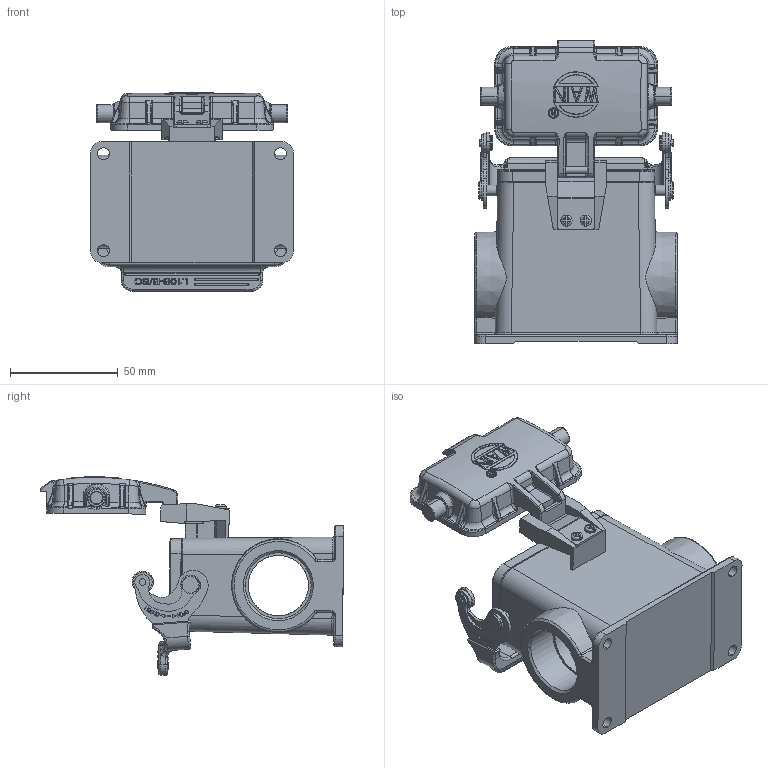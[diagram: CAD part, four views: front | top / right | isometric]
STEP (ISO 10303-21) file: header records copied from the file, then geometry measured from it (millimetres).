
FILE_DESCRIPTION(/* description */ (''),/* implementation_level */ '2;1');
FILE_NAME(/* name */ '3D_1240102615124_HV10B-SFH-1L_SC-MCV-2M32_V1.1.stp',/* time_stamp */ '2023-12-06T16:40:59+08:00',/* author */ (''),/* organization */ (''),/* preprocessor_version */ 'ST-DEVELOPER v18.1',/* originating_system */ 'SIEMENS PLM Software NX 1980',/* authorisation */ '');
FILE_SCHEMA (('AUTOMOTIVE_DESIGN { 1 0 10303 214 3 1 1 1 }'));
Products named in the file (1): 145909B0FC688cd9
Bounding box: 94.02 x 140.53 x 91.97 mm (x, y, z)
Volume: 1335 mm3; surface area: 75715.6 mm2
Topology: 20 solids, 23 shells, 2255 faces, 5985 edges, 3834 vertices
Faces by surface type: cylinder 1004, plane 754, torus 252, bspline 103, cone 70, extrusion 42, sphere 28, revolution 2
Full cylindrical faces by diameter (mm): 28 x1, 30.5 x1
Entity records: 83847 total; most frequent: CARTESIAN_POINT 31932, ORIENTED_EDGE 11820, DIRECTION 9138, EDGE_CURVE 5926, VERTEX_POINT 3819, AXIS2_PLACEMENT_3D 3464, B_SPLINE_CURVE_WITH_KNOTS 2416, EDGE_LOOP 2409
